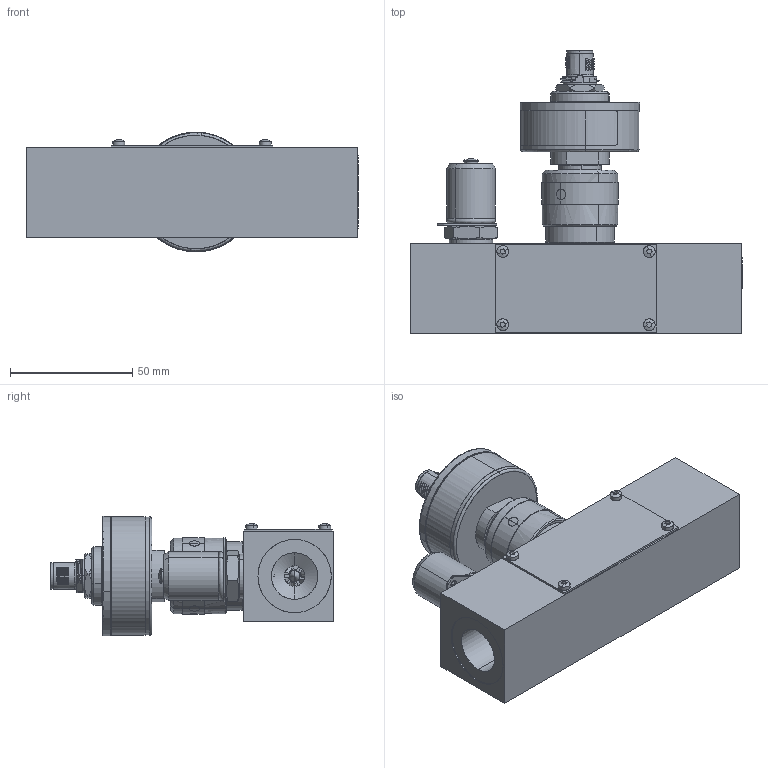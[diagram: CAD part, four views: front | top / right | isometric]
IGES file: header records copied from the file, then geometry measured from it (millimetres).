
Start section: SolidWorks IGES file using analytic representation for surfaces
Global section: file name: ECA'CT15_CAN_B_B_6.IGS; native system: SolidWorks 2017; preprocessor: SolidWorks 2017; author: afp; date: 200930.124358; units: millimetre
Bounding box: 136 x 115.84 x 48.99 mm (x, y, z)
Surface area: 80009 mm2 (no closed solid volume)
Topology: 0 solids, 0 shells, 1375 faces, 17675 edges, 17642 vertices
Faces by surface type: bspline 762, revolution 613
